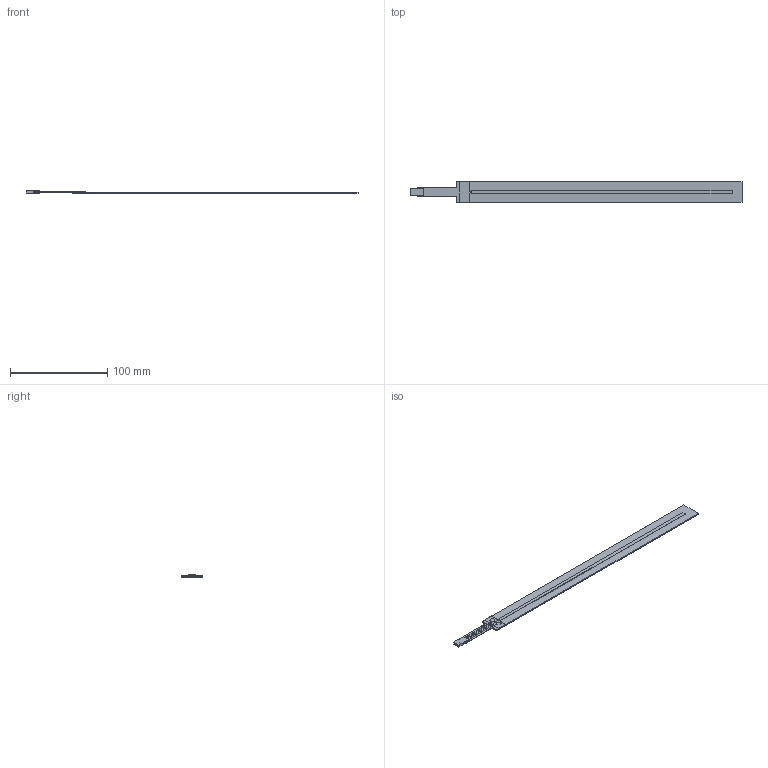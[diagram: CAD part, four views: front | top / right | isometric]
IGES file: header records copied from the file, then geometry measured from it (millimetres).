
Start section: SolidWorks IGES file using analytic representation for surfaces
Global section: file name: 0435_LFP_0250.IGS; native system: SolidWorks 2013; preprocessor: SolidWorks 2013; author: Thiel; date: 130715.131549; units: millimetre
Bounding box: 340.7 x 21 x 2.76 mm (x, y, z)
Surface area: 20318.9 mm2 (no closed solid volume)
Topology: 0 solids, 0 shells, 75 faces, 610 edges, 610 vertices
Faces by surface type: bspline 68, revolution 7
